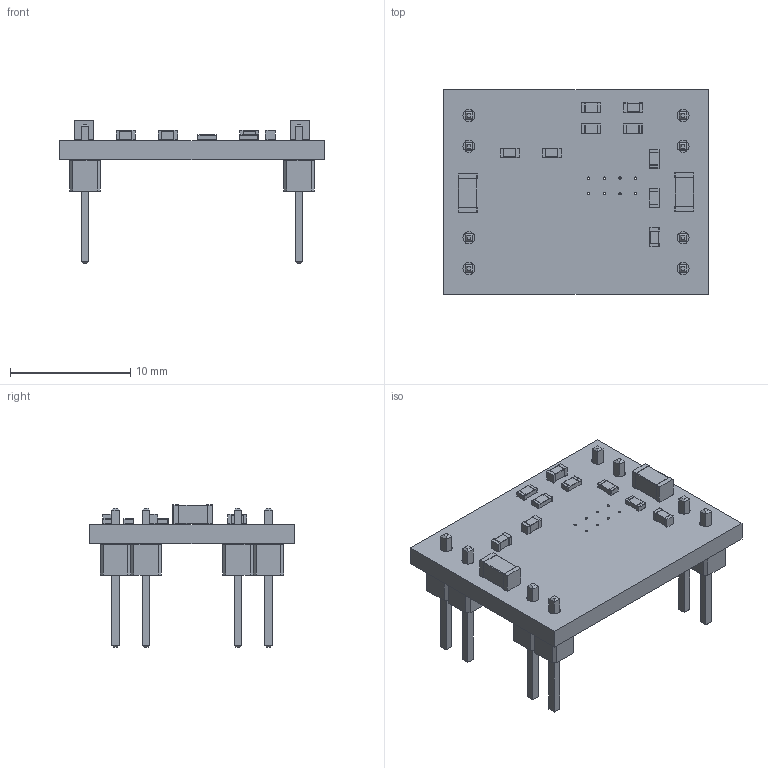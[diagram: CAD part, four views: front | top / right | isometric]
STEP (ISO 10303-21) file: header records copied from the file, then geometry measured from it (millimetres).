
FILE_DESCRIPTION(('KiCad electronic assembly'),'2;1');
FILE_NAME('MP1584 Stepdown converter.step','2020-04-13T21:47:15',( 'An Author'),('A Company'),'Open CASCADE STEP processor 7.4', 'KiCad to STEP converter','Unknown');
FILE_SCHEMA(('AUTOMOTIVE_DESIGN { 1 0 10303 214 1 1 1 1 }'));
Length unit declared in the file: millimetre
Products named in the file (10): Open CASCADE STEP translator 7.4 1; C_0603_1608Metric; SOLID; C_1206_3216Metric; PinHeader_1x02_P2.54mm_Vertical; R_0603_1608Metric; COMPOUND
Assembly tree (20 placements, depth 3):
  Open CASCADE STEP translator 7.4 1
    C_0603_1608Metric  x4
      SOLID
    C_1206_3216Metric  x2
      SOLID
    PinHeader_1x02_P2.54mm_Vertical  x4
      SOLID
    R_0603_1608Metric  x5
      SOLID
    COMPOUND
Bounding box: 22 x 17 x 11.84 mm (x, y, z)
Volume: 767.1 mm3; surface area: 1440.9 mm2
Topology: 16 solids, 16 shells, 528 faces, 1320 edges, 852 vertices
Faces by surface type: plane 400, cylinder 128
Full cylindrical faces by diameter (mm): 0.2 x8, 1 x8
Entity records: 11251 total; most frequent: CARTESIAN_POINT 1999, DIRECTION 1568, LINE 990, VECTOR 990, ORIENTED_EDGE 788, PCURVE 788, DEFINITIONAL_REPRESENTATION 788, EDGE_CURVE 394
